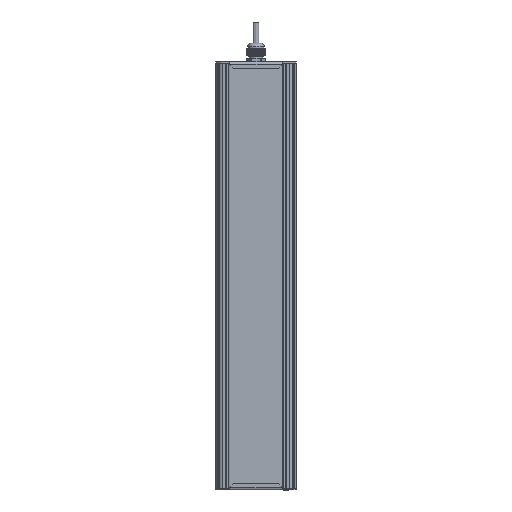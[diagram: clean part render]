
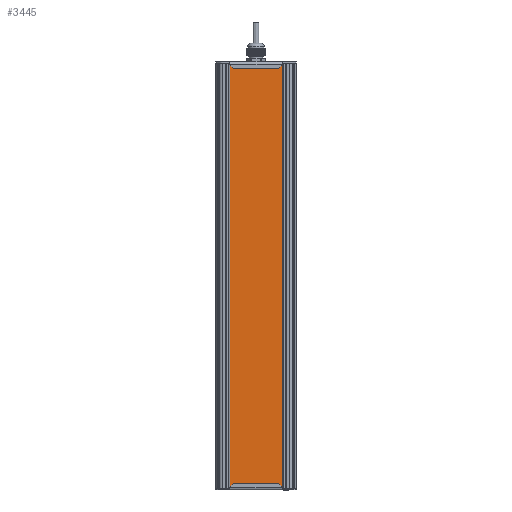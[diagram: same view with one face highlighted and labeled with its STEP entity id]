
A CAD part, front view. The second image highlights one B-rep face of the part: STEP entity #3445.
In plain terms, the highlighted face is planar.
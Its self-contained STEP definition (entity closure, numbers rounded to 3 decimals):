
#3445=ADVANCED_FACE('',(#14889),#14891,.T.);
#14889=FACE_BOUND('',#14890,.T.);
#14890=EDGE_LOOP('',(#43017,#43018,#43019,#43020));
#14891=PLANE('',#14892);
#14892=AXIS2_PLACEMENT_3D('',#14893,#14894,#14895);
#14893=CARTESIAN_POINT('',(120.465,593.492,117.308));
#14894=DIRECTION('',(0.,0.,-1.));
#14895=DIRECTION('',(0.,1.,0.));
#43017=ORIENTED_EDGE('',*,*,#50317,.T.);
#43018=ORIENTED_EDGE('',*,*,#50319,.F.);
#43019=ORIENTED_EDGE('',*,*,#50320,.F.);
#43020=ORIENTED_EDGE('',*,*,#50321,.T.);
#50317=EDGE_CURVE('',#56302,#56300,#56303,.T.);
#50319=EDGE_CURVE('',#56305,#56300,#56306,.T.);
#50320=EDGE_CURVE('',#56307,#56305,#56308,.T.);
#50321=EDGE_CURVE('',#56307,#56302,#56309,.T.);
#56300=VERTEX_POINT('',#75700);
#56302=VERTEX_POINT('',#75704);
#56303=LINE('',#75705,#75706);
#56305=VERTEX_POINT('',#75711);
#56306=LINE('',#75712,#75713);
#56307=VERTEX_POINT('',#75715);
#56308=LINE('',#75716,#75717);
#56309=LINE('',#75719,#75720);
#75700=CARTESIAN_POINT('',(566.465,679.838,117.308));
#75704=CARTESIAN_POINT('',(-29.535,679.838,117.308));
#75705=CARTESIAN_POINT('',(-29.535,679.838,117.308));
#75706=VECTOR('',#75707,1.);
#75707=DIRECTION('',(1.,0.,0.));
#75711=CARTESIAN_POINT('',(566.465,593.492,117.308));
#75712=CARTESIAN_POINT('',(566.465,593.492,117.308));
#75713=VECTOR('',#75714,1.);
#75714=DIRECTION('',(0.,1.,0.));
#75715=CARTESIAN_POINT('',(-29.535,593.492,117.308));
#75716=CARTESIAN_POINT('',(-29.535,593.492,117.308));
#75717=VECTOR('',#75718,1.);
#75718=DIRECTION('',(1.,0.,0.));
#75719=CARTESIAN_POINT('',(-29.535,593.492,117.308));
#75720=VECTOR('',#75721,1.);
#75721=DIRECTION('',(0.,1.,0.));
